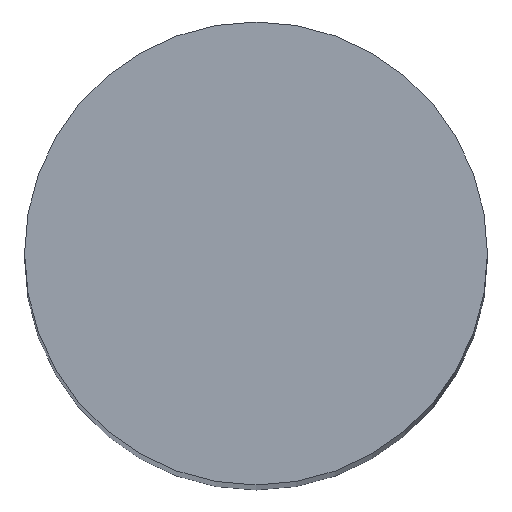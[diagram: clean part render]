
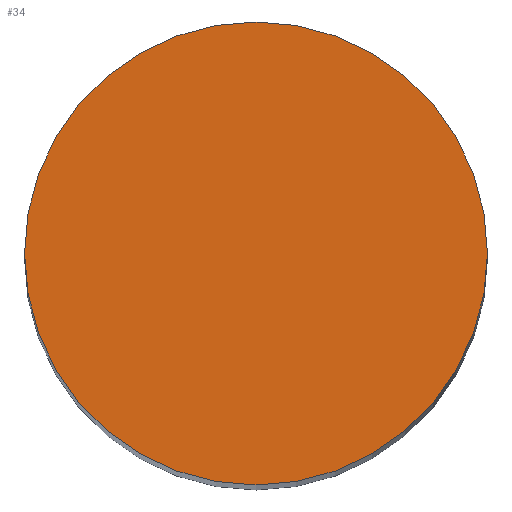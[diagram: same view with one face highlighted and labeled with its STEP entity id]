
A CAD part, top view. The second image highlights one B-rep face of the part: STEP entity #34.
In plain terms, the highlighted planar face has unit normal (0, 0, 1).
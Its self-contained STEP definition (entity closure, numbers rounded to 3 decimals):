
#34=ADVANCED_FACE('240[2]',(#66),#67,.T.);
#44=EDGE_CURVE('240[2]',#81,#81,#82,.T.);
#66=FACE_OUTER_BOUND('',#95,.T.);
#67=PLANE('',#96);
#81=VERTEX_POINT('',#114);
#82=CIRCLE('',#115,7.0);
#95=EDGE_LOOP('',(#119));
#96=AXIS2_PLACEMENT_3D('',#120,#121,#122);
#114=CARTESIAN_POINT('',(0.,7.,87.0));
#115=AXIS2_PLACEMENT_3D('',#137,#138,#139);
#119=ORIENTED_EDGE('',*,*,#44,.F.);
#120=CARTESIAN_POINT('',(0.,3.5,87.0));
#121=DIRECTION('',(0.,0.,1.0));
#122=DIRECTION('',(1.0,0.,0.0));
#137=CARTESIAN_POINT('',(0.,0.,87.0));
#138=DIRECTION('',(0.,0.,-1.0));
#139=DIRECTION('',(0.,1.0,0.));
